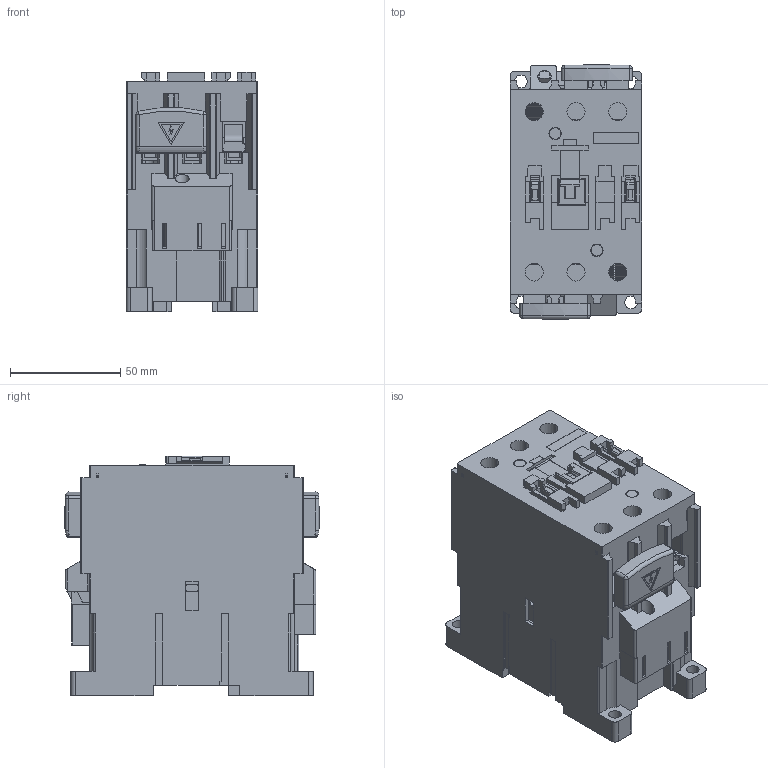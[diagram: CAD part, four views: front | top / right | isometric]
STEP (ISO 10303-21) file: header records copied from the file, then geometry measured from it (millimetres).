
FILE_DESCRIPTION(('Creo Elements/Direct Modeling STEP Export'),'2;1');
FILE_NAME('MDC80.stp','2015-09-02T 9:50:41',('IMO'),(''),'Creo Elements/Direct Modeling STEP processor for AP214 (Solid Model)','Creo Elements/Direct Modeling 18.1A 09-Jun-2012 (C) Parametric Technology GmbH','');
FILE_SCHEMA(('AUTOMOTIVE_DESIGN { 1 0 10303 214 1 1 1 1 }'));
Products named in the file (2): Top Cover; MDC80
Assembly tree (1 placements, depth 2):
  MDC80
    Top Cover
Bounding box: 59.8 x 115.6 x 108.7 mm (x, y, z)
Volume: 230323.7 mm3; surface area: 174860.3 mm2
Topology: 4 solids, 48 shells, 3005 faces, 8245 edges, 5228 vertices
Faces by surface type: plane 2440, cylinder 513, cone 20, torus 20, sphere 8, bspline 4
Entity records: 91105 total; most frequent: CARTESIAN_POINT 17819, ORIENTED_EDGE 16628, DIRECTION 13527, EDGE_CURVE 8237, VECTOR 6691, LINE 6691, VERTEX_POINT 5228, AXIS2_PLACEMENT_3D 3418
